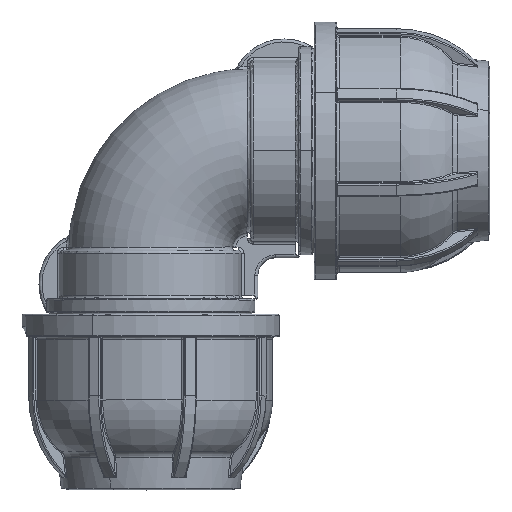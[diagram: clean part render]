
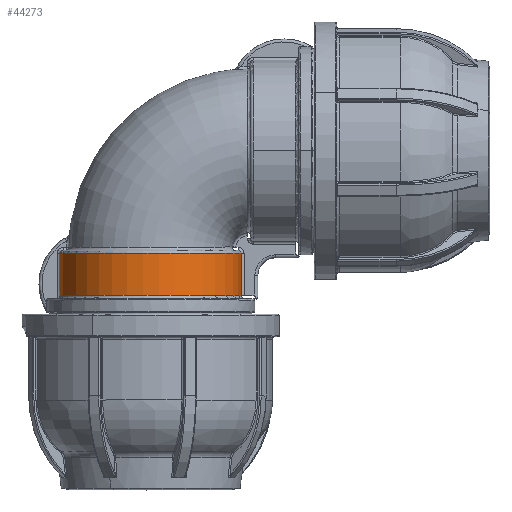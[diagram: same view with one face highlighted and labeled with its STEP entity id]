
A CAD part, top view. The second image highlights one B-rep face of the part: STEP entity #44273.
In plain terms, the highlighted cylindrical face has radius 30.5 mm (diameter 61 mm), a partial arc.
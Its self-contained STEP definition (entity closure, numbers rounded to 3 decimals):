
#1168 = VERTEX_POINT ( 'NONE', #13290 ) ;
#1173 = VERTEX_POINT ( 'NONE', #13299 ) ;
#1175 = VERTEX_POINT ( 'NONE', #13303 ) ;
#1177 = VERTEX_POINT ( 'NONE', #13306 ) ;
#13290 = CARTESIAN_POINT ( 'NONE',  ( -41.075, -48.7, 2.566 ) ) ;
#13299 = CARTESIAN_POINT ( 'NONE',  ( -41.075, -34.5, 2.566 ) ) ;
#13303 = CARTESIAN_POINT ( 'NONE',  ( -101.825, -48.7, 2.566 ) ) ;
#13306 = CARTESIAN_POINT ( 'NONE',  ( -101.825, -34.5, 2.566 ) ) ;
#25621 = ORIENTED_EDGE ( 'NONE', *, *, #42842, .T. ) ;
#25622 = ORIENTED_EDGE ( 'NONE', *, *, #42834, .T. ) ;
#25623 = ORIENTED_EDGE ( 'NONE', *, *, #42844, .T. ) ;
#25624 = ORIENTED_EDGE ( 'NONE', *, *, #42836, .T. ) ;
#25767 = EDGE_LOOP ( 'NONE', ( #25623, #25621, #25624, #25622 ) ) ;
#33456 = LINE ( 'NONE', #40975, #39162 ) ;
#33457 = LINE ( 'NONE', #41023, #39170 ) ;
#33748 = FACE_OUTER_BOUND ( 'NONE', #25767, .T. ) ;
#33749 = CYLINDRICAL_SURFACE ( 'NONE', #39433, 30.5 ) ;
#39160 = CIRCLE ( 'NONE', #39163, 30.5 ) ;
#39162 = VECTOR ( 'NONE', #40976, 1000. ) ;
#39163 = AXIS2_PLACEMENT_3D ( 'NONE', #40987, #40988, #40989 ) ;
#39164 = CIRCLE ( 'NONE', #39173, 30.5 ) ;
#39170 = VECTOR ( 'NONE', #41024, 1000. ) ;
#39173 = AXIS2_PLACEMENT_3D ( 'NONE', #41027, #41028, #41029 ) ;
#39433 = AXIS2_PLACEMENT_3D ( 'NONE', #43867, #43868, #43869 ) ;
#40975 = CARTESIAN_POINT ( 'NONE',  ( -101.825, -33.5, 2.566 ) ) ;
#40976 = DIRECTION ( 'NONE',  ( 0., -1., 0. ) ) ;
#40987 = CARTESIAN_POINT ( 'NONE',  ( -71.45, -34.5, -0.193 ) ) ;
#40988 = DIRECTION ( 'NONE',  ( 0., -1., 0. ) ) ;
#40989 = DIRECTION ( 'NONE',  ( 1., 0., 0. ) ) ;
#41023 = CARTESIAN_POINT ( 'NONE',  ( -41.075, -33.5, 2.566 ) ) ;
#41024 = DIRECTION ( 'NONE',  ( 0., 1., 0. ) ) ;
#41027 = CARTESIAN_POINT ( 'NONE',  ( -71.45, -48.7, -0.193 ) ) ;
#41028 = DIRECTION ( 'NONE',  ( 0., 1., 0. ) ) ;
#41029 = DIRECTION ( 'NONE',  ( 1., 0., 0. ) ) ;
#42834 = EDGE_CURVE ( 'NONE', #1177, #1175, #33456, .T. ) ;
#42836 = EDGE_CURVE ( 'NONE', #1173, #1177, #39160, .T. ) ;
#42842 = EDGE_CURVE ( 'NONE', #1168, #1173, #33457, .T. ) ;
#42844 = EDGE_CURVE ( 'NONE', #1175, #1168, #39164, .T. ) ;
#43867 = CARTESIAN_POINT ( 'NONE',  ( -71.45, -33.5, -0.193 ) ) ;
#43868 = DIRECTION ( 'NONE',  ( 0., -1., 0. ) ) ;
#43869 = DIRECTION ( 'NONE',  ( 1., 0., 0. ) ) ;
#44273 = ADVANCED_FACE ( 'NONE', ( #33748 ), #33749, .T. ) ;
